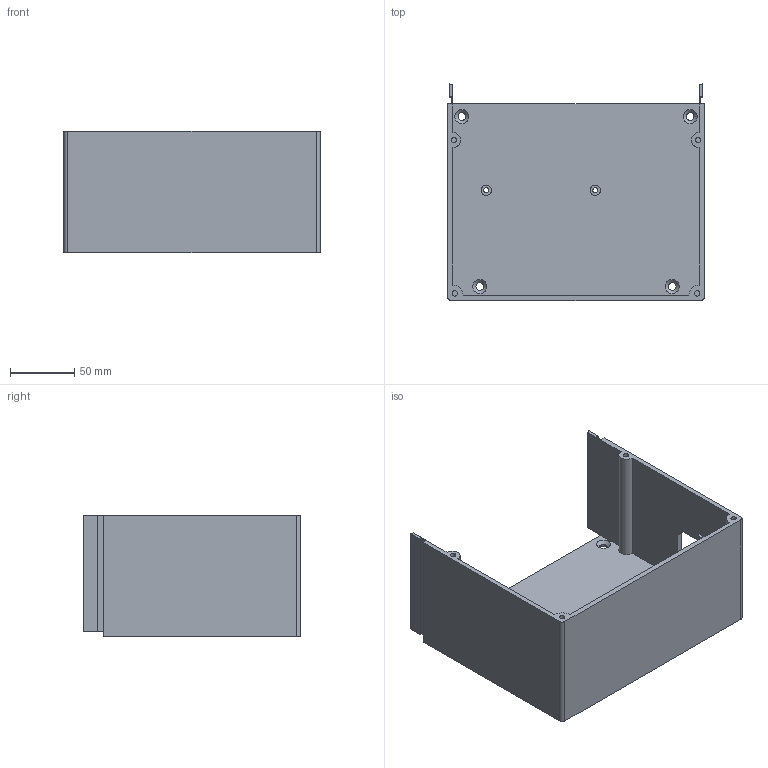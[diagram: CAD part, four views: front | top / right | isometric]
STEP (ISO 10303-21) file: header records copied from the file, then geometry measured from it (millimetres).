
FILE_DESCRIPTION(('FreeCAD Model'),'2;1');
FILE_NAME('Open CASCADE Shape Model','2023-05-13T14:17:51',(''),(''), 'Open CASCADE STEP processor 7.6','FreeCAD','Unknown');
FILE_SCHEMA(('AUTOMOTIVE_DESIGN { 1 0 10303 214 1 1 1 1 }'));
Length unit declared in the file: millimetre
Products named in the file (1): Body
Bounding box: 200 x 169.24 x 95 mm (x, y, z)
Volume: 322288.3 mm3; surface area: 161408.1 mm2
Topology: 1 solids, 1 shells, 62 faces, 154 edges, 100 vertices
Faces by surface type: plane 36, cylinder 20, cone 6
Full cylindrical faces by diameter (mm): 4 x4, 4.2 x4, 6 x4, 8 x2
Entity records: 1898 total; most frequent: DIRECTION 326, CARTESIAN_POINT 317, ORIENTED_EDGE 308, EDGE_CURVE 154, AXIS2_PLACEMENT_3D 109, LINE 108, VECTOR 108, VERTEX_POINT 100
